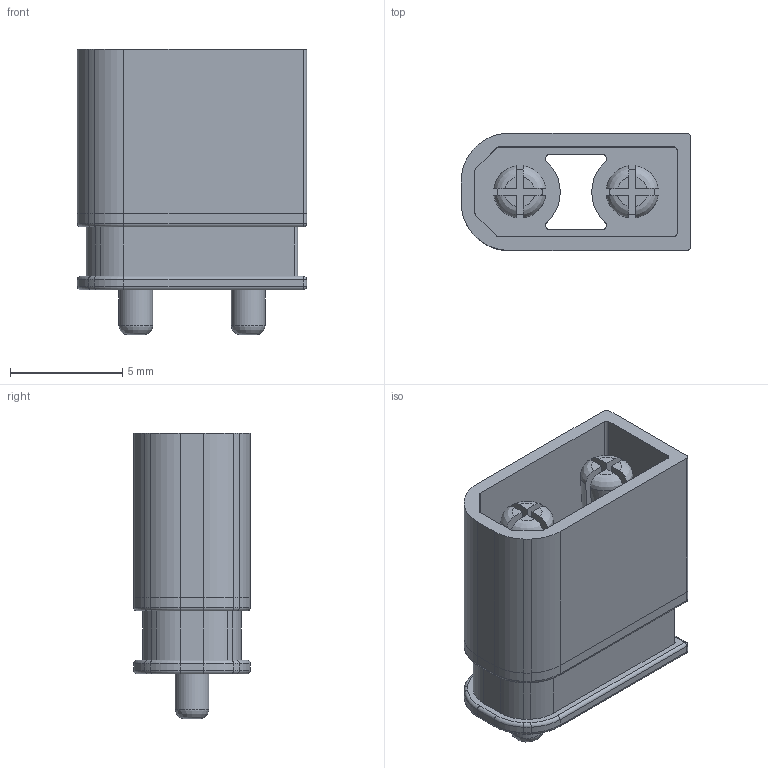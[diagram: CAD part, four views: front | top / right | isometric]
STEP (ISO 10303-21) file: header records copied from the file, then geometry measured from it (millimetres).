
FILE_DESCRIPTION(('FreeCAD Model'),'2;1');
FILE_NAME('XT30UPB-M.step','2016-10-24T16:02:25',('Author'),(''), 'Open CASCADE STEP processor 6.8','FreeCAD','Unknown');
FILE_SCHEMA(('AUTOMOTIVE_DESIGN_CC2 { 1 2 10303 214 -1 1 5 4 }'));
Length unit declared in the file: millimetre
Products named in the file (2): ASSEMBLY; XT30UPB-M
Assembly tree (1 placements, depth 2):
  ASSEMBLY
    XT30UPB-M
Bounding box: 10.2 x 5.2 x 12.7 mm (x, y, z)
Volume: 270.2 mm3; surface area: 874.5 mm2
Topology: 3 solids, 3 shells, 155 faces, 382 edges, 232 vertices
Faces by surface type: cylinder 60, plane 59, torus 18, bspline 10, sphere 6, revolution 2
Full cylindrical faces by diameter (mm): 1.5 x2, 2 x2
Entity records: 20736 total; most frequent: CARTESIAN_POINT 12455, DIRECTION 1260, ORIENTED_EDGE 752, PCURVE 752, DEFINITIONAL_REPRESENTATION 752, LINE 654, VECTOR 654, EDGE_CURVE 376
